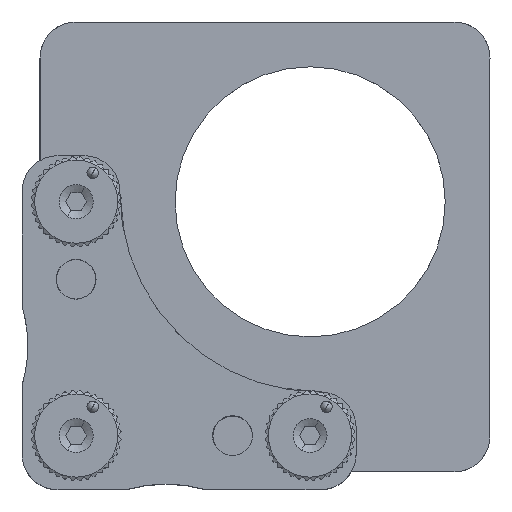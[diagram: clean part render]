
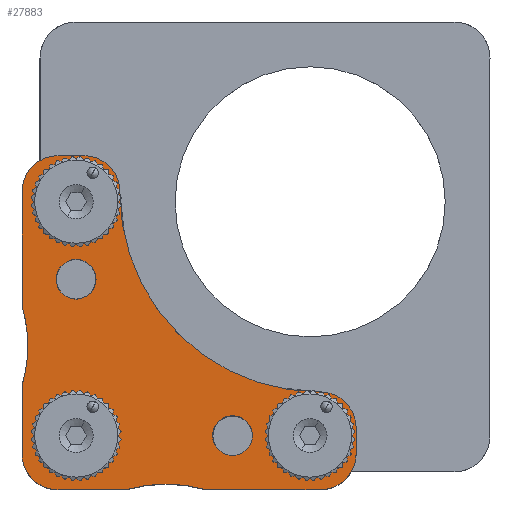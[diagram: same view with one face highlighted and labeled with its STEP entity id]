
A CAD part, top view. The second image highlights one B-rep face of the part: STEP entity #27883.
In plain terms, the highlighted planar face has unit normal (0, 0, 1).
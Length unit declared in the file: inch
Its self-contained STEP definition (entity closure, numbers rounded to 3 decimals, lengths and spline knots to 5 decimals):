
#3202=CARTESIAN_POINT('',(0.188,0.188,0.375));
#3203=DIRECTION('',(0.,0.,-1.));
#3204=DIRECTION('',(1.,0.,0.));
#3205=AXIS2_PLACEMENT_3D('',#3202,#3203,#3204);
#3210=CARTESIAN_POINT('',(0.188,0.188,0.375));
#3211=DIRECTION('',(0.,0.,-1.));
#3212=DIRECTION('',(-1.,0.,0.));
#3213=AXIS2_PLACEMENT_3D('',#3210,#3211,#3212);
#3218=CARTESIAN_POINT('',(0.188,0.731,0.375));
#3219=DIRECTION('',(0.,0.,-1.));
#3220=DIRECTION('',(1.,0.,0.));
#3221=AXIS2_PLACEMENT_3D('',#3218,#3219,#3220);
#3226=CARTESIAN_POINT('',(0.188,0.731,0.375));
#3227=DIRECTION('',(0.,0.,-1.));
#3228=DIRECTION('',(-1.,0.,0.));
#3229=AXIS2_PLACEMENT_3D('',#3226,#3227,#3228);
#3234=CARTESIAN_POINT('',(0.731,0.188,0.375));
#3235=DIRECTION('',(0.,0.,-1.));
#3236=DIRECTION('',(1.,0.,0.));
#3237=AXIS2_PLACEMENT_3D('',#3234,#3235,#3236);
#3242=CARTESIAN_POINT('',(0.731,0.188,0.375));
#3243=DIRECTION('',(0.,0.,-1.));
#3244=DIRECTION('',(-1.,0.,0.));
#3245=AXIS2_PLACEMENT_3D('',#3242,#3243,#3244);
#3250=CARTESIAN_POINT('',(0.188,1.,0.375));
#3251=DIRECTION('',(0.,0.,-1.));
#3252=DIRECTION('',(1.,0.,0.));
#3253=AXIS2_PLACEMENT_3D('',#3250,#3251,#3252);
#3258=CARTESIAN_POINT('',(0.188,1.,0.375));
#3259=DIRECTION('',(0.,0.,-1.));
#3260=DIRECTION('',(-1.,0.,0.));
#3261=AXIS2_PLACEMENT_3D('',#3258,#3259,#3260);
#3266=CARTESIAN_POINT('',(1.,0.188,0.375));
#3267=DIRECTION('',(0.,0.,-1.));
#3268=DIRECTION('',(1.,0.,0.));
#3269=AXIS2_PLACEMENT_3D('',#3266,#3267,#3268);
#3274=CARTESIAN_POINT('',(1.,0.188,0.375));
#3275=DIRECTION('',(0.,0.,-1.));
#3276=DIRECTION('',(-1.,0.,0.));
#3277=AXIS2_PLACEMENT_3D('',#3274,#3275,#3276);
#3282=CARTESIAN_POINT('',(0.125,0.125,0.375));
#3283=DIRECTION('',(0.,0.,1.));
#3284=DIRECTION('',(-1.,0.,0.));
#3285=AXIS2_PLACEMENT_3D('',#3282,#3283,#3284);
#3290=CARTESIAN_POINT('',(-0.48,0.5,0.375));
#3291=DIRECTION('',(0.,0.,-1.));
#3292=DIRECTION('',(1.,0.,0.));
#3293=AXIS2_PLACEMENT_3D('',#3290,#3291,#3292);
#3298=CARTESIAN_POINT('',(-0.48,0.5,0.375));
#3299=DIRECTION('',(0.,0.,-1.));
#3300=DIRECTION('',(0.96,0.28,0.));
#3301=AXIS2_PLACEMENT_3D('',#3298,#3299,#3300);
#3306=CARTESIAN_POINT('',(0.125,1.035,0.375));
#3307=DIRECTION('',(0.,0.,1.));
#3308=DIRECTION('',(0.,1.,0.));
#3309=AXIS2_PLACEMENT_3D('',#3306,#3307,#3308);
#3314=CARTESIAN_POINT('',(0.21502,1.035,0.375));
#3315=DIRECTION('',(0.,0.,1.));
#3316=DIRECTION('',(1.,0.,0.));
#3317=AXIS2_PLACEMENT_3D('',#3314,#3315,#3316);
#3322=CARTESIAN_POINT('',(1.03,1.03,0.375));
#3323=DIRECTION('',(0.,0.,-1.));
#3324=DIRECTION('',(0.006,-1.,0.));
#3325=AXIS2_PLACEMENT_3D('',#3322,#3323,#3324);
#3330=CARTESIAN_POINT('',(1.035,0.21502,0.375));
#3331=DIRECTION('',(0.,0.,1.));
#3332=DIRECTION('',(1.,0.,0.));
#3333=AXIS2_PLACEMENT_3D('',#3330,#3331,#3332);
#3338=CARTESIAN_POINT('',(1.035,0.125,0.375));
#3339=DIRECTION('',(0.,0.,1.));
#3340=DIRECTION('',(0.,-1.,0.));
#3341=AXIS2_PLACEMENT_3D('',#3338,#3339,#3340);
#3346=CARTESIAN_POINT('',(0.5,-0.48,0.375));
#3347=DIRECTION('',(0.,0.,-1.));
#3348=DIRECTION('',(-0.28,0.96,0.));
#3349=AXIS2_PLACEMENT_3D('',#3346,#3347,#3348);
#15979=CARTESIAN_POINT('',(1.03,1.03,0.375));
#15980=DIRECTION('',(0.,0.,1.));
#15981=DIRECTION('',(-1.,0.006,0.));
#15982=AXIS2_PLACEMENT_3D('',#15979,#15980,#15981);
#16486=DIRECTION('',(0.,1.,0.));
#16487=VECTOR('',#16486,0.395);
#16488=CARTESIAN_POINT('',(0.,0.64,0.375));
#16489=LINE('',#16488,#16487);
#16507=DIRECTION('',(1.,0.,0.));
#16508=VECTOR('',#16507,0.09002);
#16509=CARTESIAN_POINT('',(0.125,1.16,0.375));
#16510=LINE('',#16509,#16508);
#16536=CARTESIAN_POINT('',(0.21502,1.035,0.375));
#16537=DIRECTION('',(0.,0.,-1.));
#16538=DIRECTION('',(1.,0.,0.));
#16539=AXIS2_PLACEMENT_3D('',#16536,#16537,#16538);
#16544=DIRECTION('',(0.,1.,0.));
#16545=VECTOR('',#16544,0.235);
#16546=CARTESIAN_POINT('',(0.,0.125,0.375));
#16547=LINE('',#16546,#16545);
#16579=DIRECTION('',(-1.,0.,0.));
#16580=VECTOR('',#16579,0.235);
#16581=CARTESIAN_POINT('',(0.36,0.,0.375));
#16582=LINE('',#16581,#16580);
#16686=DIRECTION('',(-1.,0.,0.));
#16687=VECTOR('',#16686,0.395);
#16688=CARTESIAN_POINT('',(1.035,0.,0.375));
#16689=LINE('',#16688,#16687);
#16721=DIRECTION('',(0.,-1.,0.));
#16722=VECTOR('',#16721,0.09002);
#16723=CARTESIAN_POINT('',(1.16,0.21502,0.375));
#16724=LINE('',#16723,#16722);
#24067=CARTESIAN_POINT('',(0.8999,0.188,0.375));
#24068=VERTEX_POINT('',#24067);
#24069=CARTESIAN_POINT('',(1.1001,0.188,0.375));
#24070=VERTEX_POINT('',#24069);
#24097=CARTESIAN_POINT('',(0.0879,1.,0.375));
#24098=VERTEX_POINT('',#24097);
#24099=CARTESIAN_POINT('',(0.2881,1.,0.375));
#24100=VERTEX_POINT('',#24099);
#24132=CARTESIAN_POINT('',(0.0879,0.188,0.375));
#24133=VERTEX_POINT('',#24132);
#24134=CARTESIAN_POINT('',(0.2881,0.188,0.375));
#24135=VERTEX_POINT('',#24134);
#24338=CARTESIAN_POINT('',(0.,0.64,0.375));
#24339=VERTEX_POINT('',#24338);
#24340=CARTESIAN_POINT('',(0.662,0.188,0.375));
#24341=VERTEX_POINT('',#24340);
#24342=CARTESIAN_POINT('',(0.8,0.188,0.375));
#24343=VERTEX_POINT('',#24342);
#24348=CARTESIAN_POINT('',(0.119,0.731,0.375));
#24349=VERTEX_POINT('',#24348);
#24350=CARTESIAN_POINT('',(0.257,0.731,0.375));
#24351=VERTEX_POINT('',#24350);
#24356=CARTESIAN_POINT('',(0.36,0.,0.375));
#24357=CARTESIAN_POINT('',(0.125,0.,0.375));
#24358=VERTEX_POINT('',#24356);
#24359=VERTEX_POINT('',#24357);
#24440=CARTESIAN_POINT('',(0.02,0.5,0.375));
#24441=VERTEX_POINT('',#24440);
#24456=CARTESIAN_POINT('',(0.64,0.,0.375));
#24457=VERTEX_POINT('',#24456);
#24458=CARTESIAN_POINT('',(0.,0.125,0.375));
#24459=VERTEX_POINT('',#24458);
#24557=CARTESIAN_POINT('',(0.,1.035,0.375));
#24558=VERTEX_POINT('',#24557);
#24573=CARTESIAN_POINT('',(1.035,0.,0.375));
#24574=VERTEX_POINT('',#24573);
#24575=CARTESIAN_POINT('',(0.,0.36,0.375));
#24576=VERTEX_POINT('',#24575);
#24694=CARTESIAN_POINT('',(1.16,0.125,0.375));
#24695=VERTEX_POINT('',#24694);
#24798=CARTESIAN_POINT('',(0.125,1.16,0.375));
#24799=VERTEX_POINT('',#24798);
#24816=CARTESIAN_POINT('',(1.16,0.21502,0.375));
#24817=VERTEX_POINT('',#24816);
#24905=CARTESIAN_POINT('',(0.21502,1.16,0.375));
#24906=VERTEX_POINT('',#24905);
#24919=CARTESIAN_POINT('',(1.03423,0.34001,0.375));
#24920=VERTEX_POINT('',#24919);
#25010=CARTESIAN_POINT('',(0.34002,1.03501,0.375));
#25011=CARTESIAN_POINT('',(0.34001,1.03423,0.375));
#25012=VERTEX_POINT('',#25010);
#25013=VERTEX_POINT('',#25011);
#25020=CARTESIAN_POINT('',(0.34,1.02994,0.375));
#25021=VERTEX_POINT('',#25020);
#27814=CARTESIAN_POINT('',(0.,0.,0.375));
#27815=DIRECTION('',(0.,0.,1.));
#27816=DIRECTION('',(1.,0.,0.));
#27817=AXIS2_PLACEMENT_3D('',#27814,#27815,#27816);
#27818=PLANE('',#27817);
#27820=ORIENTED_EDGE('',*,*,#27819,.T.);
#27822=ORIENTED_EDGE('',*,*,#27821,.F.);
#27824=ORIENTED_EDGE('',*,*,#27823,.T.);
#27826=ORIENTED_EDGE('',*,*,#27825,.F.);
#27828=ORIENTED_EDGE('',*,*,#27827,.F.);
#27830=ORIENTED_EDGE('',*,*,#27829,.T.);
#27832=ORIENTED_EDGE('',*,*,#27831,.F.);
#27834=ORIENTED_EDGE('',*,*,#27833,.T.);
#27836=ORIENTED_EDGE('',*,*,#27835,.F.);
#27838=ORIENTED_EDGE('',*,*,#27837,.T.);
#27840=ORIENTED_EDGE('',*,*,#27839,.T.);
#27842=ORIENTED_EDGE('',*,*,#27841,.F.);
#27844=ORIENTED_EDGE('',*,*,#27843,.F.);
#27846=ORIENTED_EDGE('',*,*,#27845,.T.);
#27848=ORIENTED_EDGE('',*,*,#27847,.F.);
#27850=ORIENTED_EDGE('',*,*,#27849,.T.);
#27852=ORIENTED_EDGE('',*,*,#27851,.F.);
#27853=EDGE_LOOP('',(#27820,#27822,#27824,#27826,#27828,#27830,#27832,#27834,
#27836,#27838,#27840,#27842,#27844,#27846,#27848,#27850,#27852));
#27854=FACE_OUTER_BOUND('',#27853,.F.);
#27856=ORIENTED_EDGE('',*,*,#27855,.F.);
#27858=ORIENTED_EDGE('',*,*,#27857,.F.);
#27859=EDGE_LOOP('',(#27856,#27858));
#27860=FACE_BOUND('',#27859,.F.);
#27862=ORIENTED_EDGE('',*,*,#27861,.F.);
#27864=ORIENTED_EDGE('',*,*,#27863,.F.);
#27865=EDGE_LOOP('',(#27862,#27864));
#27866=FACE_BOUND('',#27865,.F.);
#27867=ORIENTED_EDGE('',*,*,#27794,.F.);
#27868=ORIENTED_EDGE('',*,*,#27807,.F.);
#27869=EDGE_LOOP('',(#27867,#27868));
#27870=FACE_BOUND('',#27869,.F.);
#27872=ORIENTED_EDGE('',*,*,#27871,.F.);
#27874=ORIENTED_EDGE('',*,*,#27873,.F.);
#27875=EDGE_LOOP('',(#27872,#27874));
#27876=FACE_BOUND('',#27875,.F.);
#27878=ORIENTED_EDGE('',*,*,#27877,.F.);
#27880=ORIENTED_EDGE('',*,*,#27879,.F.);
#27881=EDGE_LOOP('',(#27878,#27880));
#27882=FACE_BOUND('',#27881,.F.);
#3206=CIRCLE('',#3205,0.1001);
#3214=CIRCLE('',#3213,0.1001);
#3222=CIRCLE('',#3221,0.069);
#3230=CIRCLE('',#3229,0.069);
#3238=CIRCLE('',#3237,0.069);
#3246=CIRCLE('',#3245,0.069);
#3254=CIRCLE('',#3253,0.1001);
#3262=CIRCLE('',#3261,0.1001);
#3270=CIRCLE('',#3269,0.1001);
#3278=CIRCLE('',#3277,0.1001);
#3286=CIRCLE('',#3285,0.125);
#3294=CIRCLE('',#3293,0.5);
#3302=CIRCLE('',#3301,0.5);
#3310=CIRCLE('',#3309,0.125);
#3318=CIRCLE('',#3317,0.125);
#3326=CIRCLE('',#3325,0.69);
#3334=CIRCLE('',#3333,0.125);
#3342=CIRCLE('',#3341,0.125);
#3350=CIRCLE('',#3349,0.5);
#15983=CIRCLE('',#15982,0.69);
#16540=CIRCLE('',#16539,0.125);
#27794=EDGE_CURVE('',#24100,#24098,#3254,.T.);
#27807=EDGE_CURVE('',#24098,#24100,#3262,.T.);
#27819=EDGE_CURVE('',#24358,#24359,#16582,.T.);
#27821=EDGE_CURVE('',#24459,#24359,#3286,.T.);
#27823=EDGE_CURVE('',#24459,#24576,#16547,.T.);
#27825=EDGE_CURVE('',#24441,#24576,#3294,.T.);
#27827=EDGE_CURVE('',#24339,#24441,#3302,.T.);
#27829=EDGE_CURVE('',#24339,#24558,#16489,.T.);
#27831=EDGE_CURVE('',#24799,#24558,#3310,.T.);
#27833=EDGE_CURVE('',#24799,#24906,#16510,.T.);
#27835=EDGE_CURVE('',#25012,#24906,#3318,.T.);
#27837=EDGE_CURVE('',#25012,#25013,#16540,.T.);
#27839=EDGE_CURVE('',#25013,#25021,#15983,.T.);
#27841=EDGE_CURVE('',#24920,#25021,#3326,.T.);
#27843=EDGE_CURVE('',#24817,#24920,#3334,.T.);
#27845=EDGE_CURVE('',#24817,#24695,#16724,.T.);
#27847=EDGE_CURVE('',#24574,#24695,#3342,.T.);
#27849=EDGE_CURVE('',#24574,#24457,#16689,.T.);
#27851=EDGE_CURVE('',#24358,#24457,#3350,.T.);
#27855=EDGE_CURVE('',#24351,#24349,#3222,.T.);
#27857=EDGE_CURVE('',#24349,#24351,#3230,.T.);
#27861=EDGE_CURVE('',#24343,#24341,#3238,.T.);
#27863=EDGE_CURVE('',#24341,#24343,#3246,.T.);
#27871=EDGE_CURVE('',#24070,#24068,#3270,.T.);
#27873=EDGE_CURVE('',#24068,#24070,#3278,.T.);
#27877=EDGE_CURVE('',#24135,#24133,#3206,.T.);
#27879=EDGE_CURVE('',#24133,#24135,#3214,.T.);
#27883=ADVANCED_FACE('',(#27854,#27860,#27866,#27870,#27876,#27882),#27818,.T.);
